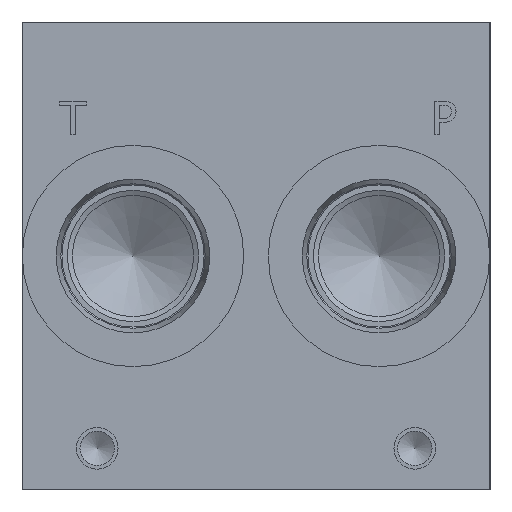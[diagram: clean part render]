
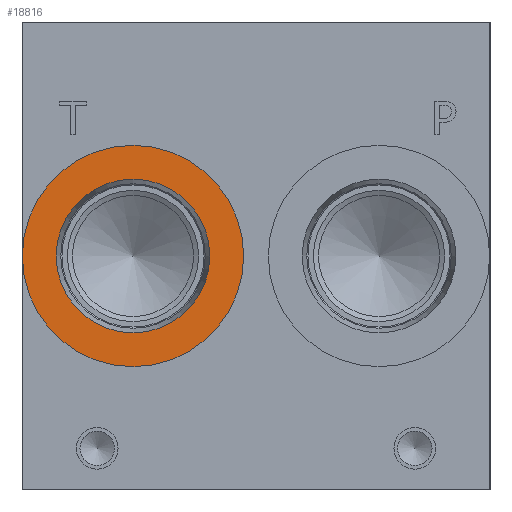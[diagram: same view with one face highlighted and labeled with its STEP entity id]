
A CAD part, left-side view. The second image highlights one B-rep face of the part: STEP entity #18816.
In plain terms, the highlighted planar face has unit normal (-1, 0, 0).
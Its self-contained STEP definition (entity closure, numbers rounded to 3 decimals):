
#689=CIRCLE('',#19761,21.019);
#690=CIRCLE('',#19762,21.019);
#691=CIRCLE('',#19764,14.592);
#692=CIRCLE('',#19765,14.592);
#1706=FACE_BOUND('',#3621,.T.);
#2520=FACE_OUTER_BOUND('',#3620,.T.);
#3620=EDGE_LOOP('',(#15571,#15572));
#3621=EDGE_LOOP('',(#15573,#15574));
#8495=VERTEX_POINT('',#31865);
#8496=VERTEX_POINT('',#31867);
#8497=VERTEX_POINT('',#31871);
#8498=VERTEX_POINT('',#31872);
#10989=EDGE_CURVE('',#8495,#8496,#689,.T.);
#10990=EDGE_CURVE('',#8496,#8495,#690,.T.);
#10991=EDGE_CURVE('',#8497,#8498,#691,.T.);
#10992=EDGE_CURVE('',#8498,#8497,#692,.T.);
#15571=ORIENTED_EDGE('',*,*,#10990,.F.);
#15572=ORIENTED_EDGE('',*,*,#10989,.F.);
#15573=ORIENTED_EDGE('',*,*,#10991,.T.);
#15574=ORIENTED_EDGE('',*,*,#10992,.T.);
#17426=PLANE('',#19763);
#18816=ADVANCED_FACE('',(#2520,#1706),#17426,.F.);
#19761=AXIS2_PLACEMENT_3D('',#31868,#23156,#23157);
#19762=AXIS2_PLACEMENT_3D('',#31869,#23158,#23159);
#19763=AXIS2_PLACEMENT_3D('',#31870,#23160,#23161);
#19764=AXIS2_PLACEMENT_3D('',#31873,#23162,#23163);
#19765=AXIS2_PLACEMENT_3D('',#31874,#23164,#23165);
#23156=DIRECTION('center_axis',(1.,0.,0.));
#23157=DIRECTION('ref_axis',(0.,0.,-1.));
#23158=DIRECTION('center_axis',(1.,0.,0.));
#23159=DIRECTION('ref_axis',(0.,0.,-1.));
#23160=DIRECTION('center_axis',(1.,0.,0.));
#23161=DIRECTION('ref_axis',(0.,0.,-1.));
#23162=DIRECTION('center_axis',(1.,0.,0.));
#23163=DIRECTION('ref_axis',(0.,0.,-1.));
#23164=DIRECTION('center_axis',(1.,0.,0.));
#23165=DIRECTION('ref_axis',(0.,0.,-1.));
#31865=CARTESIAN_POINT('',(0.787,67.818,23.432));
#31867=CARTESIAN_POINT('',(0.787,67.818,65.469));
#31868=CARTESIAN_POINT('Origin',(0.787,67.818,44.45));
#31869=CARTESIAN_POINT('Origin',(0.787,67.818,44.45));
#31870=CARTESIAN_POINT('Origin',(0.787,67.818,59.042));
#31871=CARTESIAN_POINT('',(0.787,67.818,59.042));
#31872=CARTESIAN_POINT('',(0.787,67.818,29.858));
#31873=CARTESIAN_POINT('Origin',(0.787,67.818,44.45));
#31874=CARTESIAN_POINT('Origin',(0.787,67.818,44.45));
